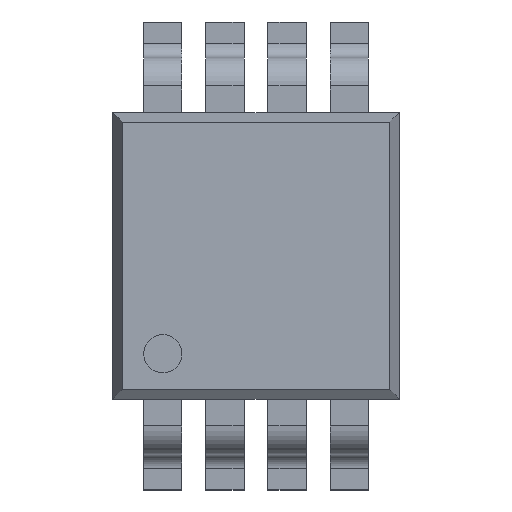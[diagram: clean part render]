
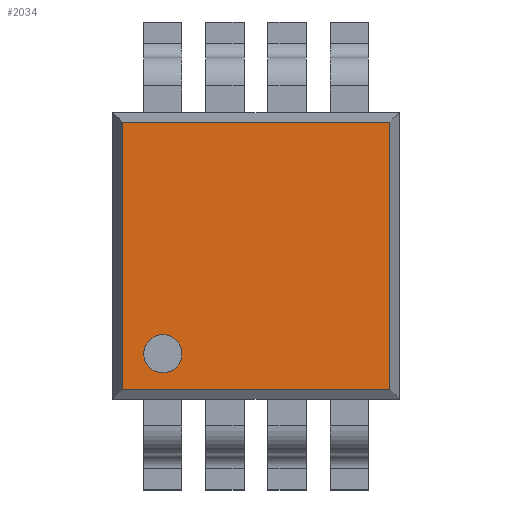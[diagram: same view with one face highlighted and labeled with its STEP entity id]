
A CAD part, top view. The second image highlights one B-rep face of the part: STEP entity #2034.
In plain terms, the highlighted planar face has unit normal (0, 0, 1).
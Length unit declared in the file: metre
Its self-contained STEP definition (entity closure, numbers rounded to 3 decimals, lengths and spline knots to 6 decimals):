
#117=CIRCLE('',#2352,0.0002);
#659=ORIENTED_EDGE('',*,*,#967,.T.);
#660=ORIENTED_EDGE('',*,*,#968,.T.);
#661=ORIENTED_EDGE('',*,*,#969,.T.);
#662=ORIENTED_EDGE('',*,*,#970,.T.);
#663=ORIENTED_EDGE('',*,*,#971,.T.);
#967=EDGE_CURVE('',#1161,#1162,#1371,.T.);
#968=EDGE_CURVE('',#1162,#1163,#1372,.T.);
#969=EDGE_CURVE('',#1163,#1164,#1373,.T.);
#970=EDGE_CURVE('',#1164,#1161,#1374,.T.);
#971=EDGE_CURVE('',#1165,#1165,#117,.F.);
#1161=VERTEX_POINT('',#3527);
#1162=VERTEX_POINT('',#3528);
#1163=VERTEX_POINT('',#3530);
#1164=VERTEX_POINT('',#3532);
#1165=VERTEX_POINT('',#3535);
#1371=LINE('',#3526,#1587);
#1372=LINE('',#3529,#1588);
#1373=LINE('',#3531,#1589);
#1374=LINE('',#3533,#1590);
#1587=VECTOR('',#2927,1.);
#1588=VECTOR('',#2928,1.);
#1589=VECTOR('',#2929,1.);
#1590=VECTOR('',#2930,1.);
#1709=EDGE_LOOP('',(#659,#660,#661,#662));
#1710=EDGE_LOOP('',(#663));
#1829=FACE_BOUND('',#1709,.T.);
#1830=FACE_BOUND('',#1710,.T.);
#1917=PLANE('',#2351);
#2034=ADVANCED_FACE('',(#1829,#1830),#1917,.T.);
#2351=AXIS2_PLACEMENT_3D('',#3525,#2925,#2926);
#2352=AXIS2_PLACEMENT_3D('',#3534,#2931,#2932);
#2925=DIRECTION('',(0.,0.,1.));
#2926=DIRECTION('',(1.,0.,0.));
#2927=DIRECTION('',(0.,1.,0.));
#2928=DIRECTION('',(-1.,0.,0.));
#2929=DIRECTION('',(0.,-1.,0.));
#2930=DIRECTION('',(1.,0.,0.));
#2931=DIRECTION('',(0.,0.,1.));
#2932=DIRECTION('',(1.,0.,0.));
#3525=CARTESIAN_POINT('',(0.,0.,0.001));
#3526=CARTESIAN_POINT('',(0.0014,0.,0.001));
#3527=CARTESIAN_POINT('',(0.0014,-0.0014,0.001));
#3528=CARTESIAN_POINT('',(0.0014,0.0014,0.001));
#3529=CARTESIAN_POINT('',(0.,0.0014,0.001));
#3530=CARTESIAN_POINT('',(-0.0014,0.0014,0.001));
#3531=CARTESIAN_POINT('',(-0.0014,-0.0015,0.001));
#3532=CARTESIAN_POINT('',(-0.0014,-0.0014,0.001));
#3533=CARTESIAN_POINT('',(0.0015,-0.0014,0.001));
#3534=CARTESIAN_POINT('',(-0.000975,-0.001025,0.001));
#3535=CARTESIAN_POINT('',(-0.000775,-0.001025,0.001));
